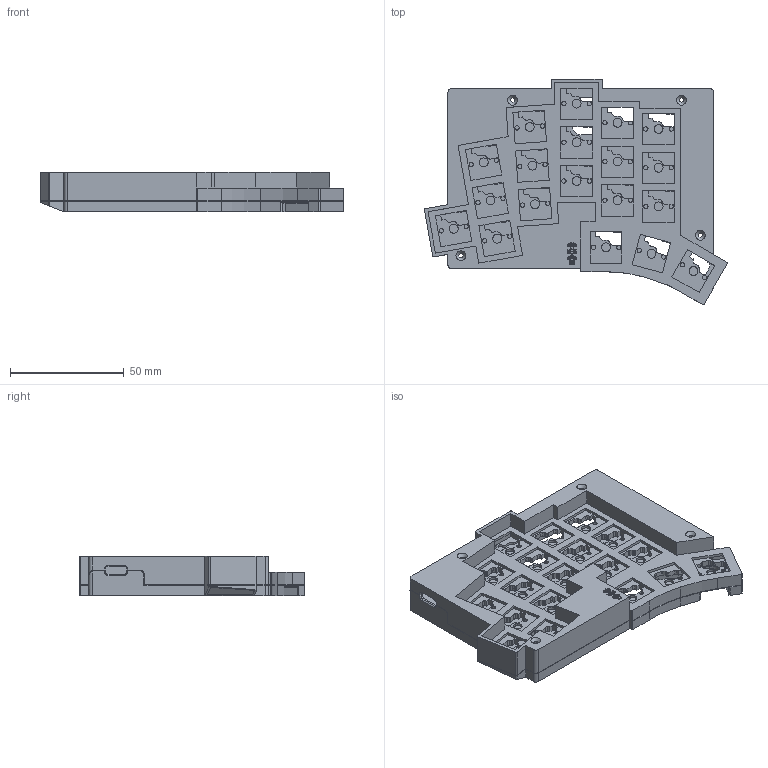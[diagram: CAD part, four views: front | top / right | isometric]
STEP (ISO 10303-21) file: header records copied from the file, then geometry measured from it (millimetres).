
FILE_DESCRIPTION(/* description */ (''),/* implementation_level */ '2;1');
FILE_NAME(/* name */ 'TOTEMcase_v08_6mm_USB_Bottom_L.step',/* time_stamp */ '2024-06-01T11:50:33+02:00',/* author */ (''),/* organization */ (''),/* preprocessor_version */ 'ST-DEVELOPER v20',/* originating_system */ 'Autodesk Translation Framework v13.14.0.145',/* authorisation */ '');
FILE_SCHEMA (('AUTOMOTIVE_DESIGN { 1 0 10303 214 3 1 1 }'));
Products named in the file (2): TOTEMcase_USB_adaptation_L; TOTEMcase_v08_6mm_USB_Top_L
Assembly tree (1 placements, depth 2):
  TOTEMcase_USB_adaptation_L
    TOTEMcase_v08_6mm_USB_Top_L
Bounding box: 133.11 x 99.01 x 17.2 mm (x, y, z)
Volume: 66914.6 mm3; surface area: 54259.4 mm2
Topology: 2 solids, 6 shells, 1740 faces, 4764 edges, 3156 vertices
Faces by surface type: plane 975, bspline 573, cylinder 167, cone 20, torus 5
Full cylindrical faces by diameter (mm): 1 x2, 1.3 x2, 1.449 x1, 1.452 x1, 1.9 x21, 2 x8, 3.2 x4, 3.9 x19, 4.3 x4, 6.785 x1, 6.798 x1, 9 x9
Entity records: 58232 total; most frequent: CARTESIAN_POINT 17462, ORIENTED_EDGE 9528, DIRECTION 6553, EDGE_CURVE 4764, LINE 3275, VECTOR 3275, VERTEX_POINT 3156, EDGE_LOOP 1928
